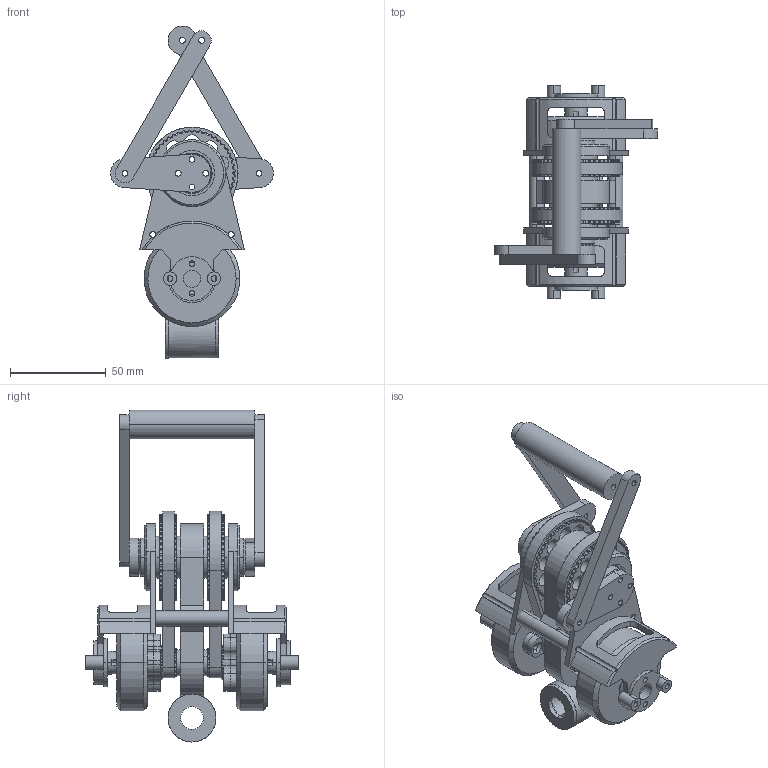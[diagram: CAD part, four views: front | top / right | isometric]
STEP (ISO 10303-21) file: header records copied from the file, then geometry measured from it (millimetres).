
FILE_DESCRIPTION((''),'2;1');
FILE_NAME('DOG_LEG_2_ASM','2021-01-04T',('hp'),(''),'PRO/ENGINEER BY PARAMETRIC TECHNOLOGY CORPORATION, 2014320','PRO/ENGINEER BY PARAMETRIC TECHNOLOGY CORPORATION, 2014320','');
FILE_SCHEMA(('CONFIG_CONTROL_DESIGN'));
Length unit declared in the file: millimetre
Products named in the file (14): 4008-MOTOR; PULLEY_BRACKET; REV_2_SMALL_PULLEY_LONG_PRINT; 70T_BELT; SDP_A_6A53M048NF0908_1; INNER_BEARING_6701-ZZ; OUTER_BEARING_6704-ZZ; MOTOR_BINDER; BACKGAP; SINGLE_SLOW_SPEED_ASM; TEST_N_GAN1; TEST_N_GAN_6; FOOT_FOOT; DOG_LEG_2_ASM
Assembly tree (17 placements, depth 3):
  DOG_LEG_2_ASM
    SINGLE_SLOW_SPEED_ASM  x2
      4008-MOTOR
      PULLEY_BRACKET
      REV_2_SMALL_PULLEY_LONG_PRINT
      70T_BELT
      SDP_A_6A53M048NF0908_1
      INNER_BEARING_6701-ZZ
      OUTER_BEARING_6704-ZZ
      MOTOR_BINDER
      BACKGAP
    TEST_N_GAN1  x2
    TEST_N_GAN_6  x2
    FOOT_FOOT
Bounding box: 85 x 111.4 x 173.16 mm (x, y, z)
Volume: 220474.5 mm3; surface area: 115532.8 mm2
Topology: 25 solids, 25 shells, 1606 faces, 4444 edges, 2896 vertices
Faces by surface type: cylinder 1210, plane 266, cone 130
Entity records: 26896 total; most frequent: DIRECTION 5162, CARTESIAN_POINT 4831, ORIENTED_EDGE 4400, EDGE_CURVE 2200, AXIS2_PLACEMENT_3D 2182, VERTEX_POINT 1436, CIRCLE 1349, EDGE_LOOP 914
